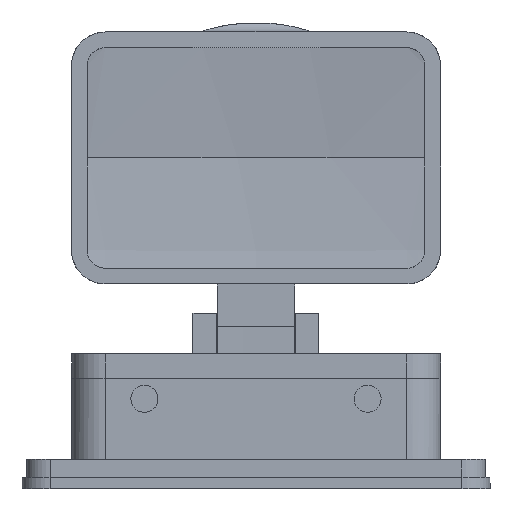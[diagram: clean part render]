
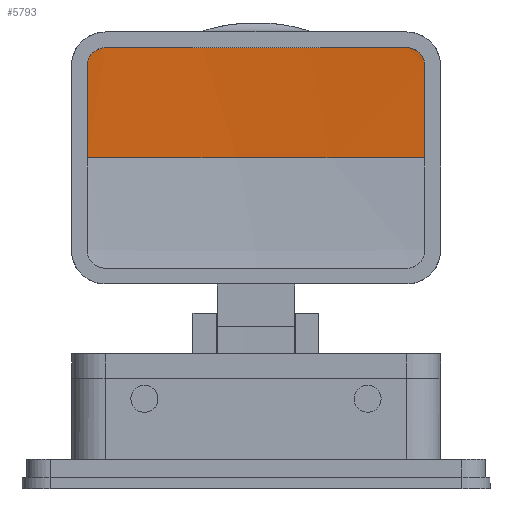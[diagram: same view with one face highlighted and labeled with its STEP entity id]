
A CAD part, left-side view. The second image highlights one B-rep face of the part: STEP entity #5793.
In plain terms, the highlighted face is a revolution surface.
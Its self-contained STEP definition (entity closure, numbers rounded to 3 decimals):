
#5339=CARTESIAN_POINT('Control Point',(83.302,40.09,98.)) ;
#5340=CARTESIAN_POINT('Control Point',(83.398,44.853,98.)) ;
#5341=CARTESIAN_POINT('Control Point',(83.447,49.617,98.)) ;
#5342=CARTESIAN_POINT('Control Point',(83.447,54.383,98.)) ;
#5343=CARTESIAN_POINT('Control Point',(83.398,59.147,98.)) ;
#5344=CARTESIAN_POINT('Control Point',(83.302,63.91,98.)) ;
#5345=CARTESIAN_POINT('Vertex',(83.302,40.09,98.)) ;
#5347=CARTESIAN_POINT('Vertex',(83.302,63.91,98.)) ;
#5351=CARTESIAN_POINT('Control Point',(82.467,18.5,98.)) ;
#5352=CARTESIAN_POINT('Control Point',(82.714,22.814,98.)) ;
#5353=CARTESIAN_POINT('Control Point',(82.92,27.131,98.)) ;
#5354=CARTESIAN_POINT('Control Point',(83.087,31.45,98.)) ;
#5355=CARTESIAN_POINT('Control Point',(83.214,35.77,98.)) ;
#5356=CARTESIAN_POINT('Control Point',(83.302,40.09,98.)) ;
#5357=CARTESIAN_POINT('Vertex',(82.467,18.5,98.)) ;
#5369=CARTESIAN_POINT('Vertex',(82.467,85.5,98.)) ;
#5373=CARTESIAN_POINT('Control Point',(83.302,63.91,98.)) ;
#5374=CARTESIAN_POINT('Control Point',(83.214,68.23,98.)) ;
#5375=CARTESIAN_POINT('Control Point',(83.087,72.55,98.)) ;
#5376=CARTESIAN_POINT('Control Point',(82.92,76.869,98.)) ;
#5377=CARTESIAN_POINT('Control Point',(82.714,81.186,98.)) ;
#5378=CARTESIAN_POINT('Control Point',(82.467,85.5,98.)) ;
#5397=CARTESIAN_POINT('Control Point',(82.467,18.5,98.)) ;
#5398=CARTESIAN_POINT('Control Point',(82.422,17.715,98.)) ;
#5399=CARTESIAN_POINT('Control Point',(82.412,16.927,97.794)) ;
#5400=CARTESIAN_POINT('Control Point',(82.439,16.226,97.383)) ;
#5401=CARTESIAN_POINT('Control Point',(82.496,15.672,96.828)) ;
#5402=CARTESIAN_POINT('Vertex',(82.496,15.672,96.828)) ;
#5423=CARTESIAN_POINT('Control Point',(82.496,15.672,96.828)) ;
#5424=CARTESIAN_POINT('Control Point',(82.553,15.114,96.271)) ;
#5425=CARTESIAN_POINT('Control Point',(82.639,14.705,95.568)) ;
#5426=CARTESIAN_POINT('Control Point',(82.744,14.5,94.783)) ;
#5427=CARTESIAN_POINT('Control Point',(82.857,14.5,94.)) ;
#5428=CARTESIAN_POINT('Vertex',(82.857,14.5,94.)) ;
#5456=CARTESIAN_POINT('Control Point',(82.857,14.5,94.)) ;
#5457=CARTESIAN_POINT('Control Point',(83.441,14.5,89.928)) ;
#5458=CARTESIAN_POINT('Control Point',(83.88,14.5,85.835)) ;
#5459=CARTESIAN_POINT('Control Point',(84.173,14.5,81.728)) ;
#5460=CARTESIAN_POINT('Control Point',(84.32,14.5,77.614)) ;
#5461=CARTESIAN_POINT('Control Point',(84.32,14.5,73.5)) ;
#5462=CARTESIAN_POINT('Vertex',(84.32,14.5,73.5)) ;
#5624=CARTESIAN_POINT('Vertex',(84.32,89.5,73.5)) ;
#5628=CARTESIAN_POINT('Control Point',(84.32,89.5,73.5)) ;
#5629=CARTESIAN_POINT('Control Point',(84.32,89.5,77.614)) ;
#5630=CARTESIAN_POINT('Control Point',(84.173,89.5,81.728)) ;
#5631=CARTESIAN_POINT('Control Point',(83.88,89.5,85.835)) ;
#5632=CARTESIAN_POINT('Control Point',(83.441,89.5,89.928)) ;
#5633=CARTESIAN_POINT('Control Point',(82.857,89.5,94.)) ;
#5634=CARTESIAN_POINT('Vertex',(82.857,89.5,94.)) ;
#5656=CARTESIAN_POINT('Control Point',(82.857,89.5,94.)) ;
#5657=CARTESIAN_POINT('Control Point',(82.744,89.5,94.783)) ;
#5658=CARTESIAN_POINT('Control Point',(82.639,89.295,95.568)) ;
#5659=CARTESIAN_POINT('Control Point',(82.553,88.886,96.271)) ;
#5660=CARTESIAN_POINT('Control Point',(82.496,88.328,96.828)) ;
#5661=CARTESIAN_POINT('Vertex',(82.496,88.328,96.828)) ;
#5682=CARTESIAN_POINT('Control Point',(82.496,88.328,96.828)) ;
#5683=CARTESIAN_POINT('Control Point',(82.439,87.774,97.383)) ;
#5684=CARTESIAN_POINT('Control Point',(82.412,87.073,97.794)) ;
#5685=CARTESIAN_POINT('Control Point',(82.422,86.285,98.)) ;
#5686=CARTESIAN_POINT('Control Point',(82.467,85.5,98.)) ;
#5767=CARTESIAN_POINT('Control Point',(84.313,89.617,73.5)) ;
#5768=CARTESIAN_POINT('Control Point',(85.893,64.609,73.5)) ;
#5769=CARTESIAN_POINT('Control Point',(85.895,39.502,73.5)) ;
#5770=CARTESIAN_POINT('Control Point',(84.32,14.494,73.5)) ;
#5771=CARTESIAN_POINT('Axis1P Location',(-60.,52.,73.5)) ;
#5776=CARTESIAN_POINT('Control Point',(84.32,89.5,73.5)) ;
#5777=CARTESIAN_POINT('Control Point',(85.893,64.533,73.5)) ;
#5778=CARTESIAN_POINT('Control Point',(85.893,39.467,73.5)) ;
#5779=CARTESIAN_POINT('Control Point',(84.32,14.5,73.5)) ;
#5772=DIRECTION('Axis1P Direction',(0.,1.,0.)) ;
#5773=AXIS1_PLACEMENT('Revolution Surface Axis1P',#5771,#5772) ;
#5782=ORIENTED_EDGE('',*,*,#5464,.F.) ;
#5783=ORIENTED_EDGE('',*,*,#5430,.F.) ;
#5784=ORIENTED_EDGE('',*,*,#5404,.F.) ;
#5785=ORIENTED_EDGE('',*,*,#5359,.T.) ;
#5786=ORIENTED_EDGE('',*,*,#5349,.T.) ;
#5787=ORIENTED_EDGE('',*,*,#5379,.T.) ;
#5788=ORIENTED_EDGE('',*,*,#5687,.F.) ;
#5789=ORIENTED_EDGE('',*,*,#5663,.F.) ;
#5790=ORIENTED_EDGE('',*,*,#5636,.F.) ;
#5791=ORIENTED_EDGE('',*,*,#5780,.T.) ;
#5793=ADVANCED_FACE('Housing',(#5792),#5774,.T.) ;
#5338=B_SPLINE_CURVE_WITH_KNOTS('',5,(#5339,#5340,#5341,#5342,#5343,#5344),.UNSPECIFIED.,.F.,.U.,(6,6),(0.,33.689),.UNSPECIFIED.) ;
#5350=B_SPLINE_CURVE_WITH_KNOTS('',5,(#5351,#5352,#5353,#5354,#5355,#5356),.UNSPECIFIED.,.F.,.U.,(6,6),(0.,30.557),.UNSPECIFIED.) ;
#5372=B_SPLINE_CURVE_WITH_KNOTS('',5,(#5373,#5374,#5375,#5376,#5377,#5378),.UNSPECIFIED.,.F.,.U.,(6,6),(0.,30.557),.UNSPECIFIED.) ;
#5396=B_SPLINE_CURVE_WITH_KNOTS('',4,(#5397,#5398,#5399,#5400,#5401),.UNSPECIFIED.,.F.,.U.,(5,5),(0.,4.569),.UNSPECIFIED.) ;
#5422=B_SPLINE_CURVE_WITH_KNOTS('',4,(#5423,#5424,#5425,#5426,#5427),.UNSPECIFIED.,.F.,.U.,(5,5),(0.,4.597),.UNSPECIFIED.) ;
#5455=B_SPLINE_CURVE_WITH_KNOTS('',5,(#5456,#5457,#5458,#5459,#5460,#5461),.UNSPECIFIED.,.F.,.U.,(6,6),(0.,29.123),.UNSPECIFIED.) ;
#5627=B_SPLINE_CURVE_WITH_KNOTS('',5,(#5628,#5629,#5630,#5631,#5632,#5633),.UNSPECIFIED.,.F.,.U.,(6,6),(29.123,58.245),.UNSPECIFIED.) ;
#5655=B_SPLINE_CURVE_WITH_KNOTS('',4,(#5656,#5657,#5658,#5659,#5660),.UNSPECIFIED.,.F.,.U.,(5,5),(0.,4.597),.UNSPECIFIED.) ;
#5681=B_SPLINE_CURVE_WITH_KNOTS('',4,(#5682,#5683,#5684,#5685,#5686),.UNSPECIFIED.,.F.,.U.,(5,5),(0.,4.569),.UNSPECIFIED.) ;
#5766=B_SPLINE_CURVE_WITH_KNOTS('',3,(#5767,#5768,#5769,#5770),.UNSPECIFIED.,.F.,.U.,(4,4),(904.615,979.837),.UNSPECIFIED.) ;
#5775=B_SPLINE_CURVE_WITH_KNOTS('',3,(#5776,#5777,#5778,#5779),.UNSPECIFIED.,.F.,.U.,(4,4),(904.732,979.831),.UNSPECIFIED.) ;
#5349=EDGE_CURVE('',#5346,#5348,#5338,.T.) ;
#5359=EDGE_CURVE('',#5358,#5346,#5350,.T.) ;
#5379=EDGE_CURVE('',#5348,#5370,#5372,.T.) ;
#5404=EDGE_CURVE('',#5358,#5403,#5396,.T.) ;
#5430=EDGE_CURVE('',#5403,#5429,#5422,.T.) ;
#5464=EDGE_CURVE('',#5429,#5463,#5455,.T.) ;
#5636=EDGE_CURVE('',#5625,#5635,#5627,.T.) ;
#5663=EDGE_CURVE('',#5635,#5662,#5655,.T.) ;
#5687=EDGE_CURVE('',#5662,#5370,#5681,.T.) ;
#5780=EDGE_CURVE('',#5625,#5463,#5775,.T.) ;
#5781=EDGE_LOOP('',(#5782,#5783,#5784,#5785,#5786,#5787,#5788,#5789,#5790,#5791)) ;
#5792=FACE_OUTER_BOUND('',#5781,.T.) ;
#5774=SURFACE_OF_REVOLUTION('Surface of Revolution',#5766,#5773) ;
#5346=VERTEX_POINT('',#5345) ;
#5348=VERTEX_POINT('',#5347) ;
#5358=VERTEX_POINT('',#5357) ;
#5370=VERTEX_POINT('',#5369) ;
#5403=VERTEX_POINT('',#5402) ;
#5429=VERTEX_POINT('',#5428) ;
#5463=VERTEX_POINT('',#5462) ;
#5625=VERTEX_POINT('',#5624) ;
#5635=VERTEX_POINT('',#5634) ;
#5662=VERTEX_POINT('',#5661) ;
